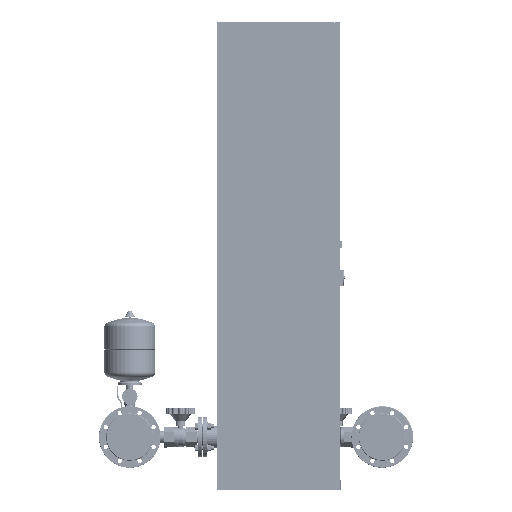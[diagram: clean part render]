
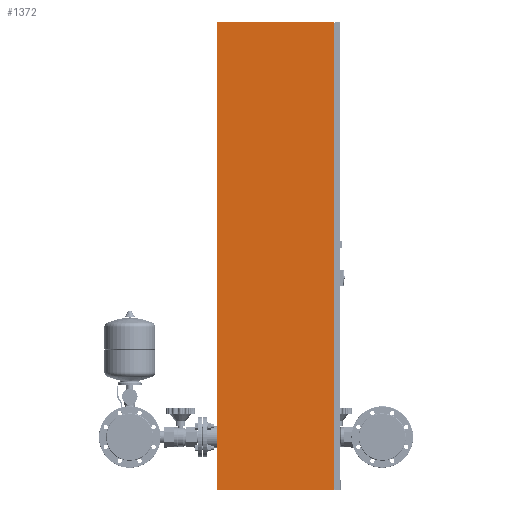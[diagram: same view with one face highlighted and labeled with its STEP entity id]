
A CAD part, left-side view. The second image highlights one B-rep face of the part: STEP entity #1372.
In plain terms, the highlighted planar face has unit normal (-1, 0, 0).
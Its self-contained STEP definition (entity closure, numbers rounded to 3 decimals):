
#1333=CARTESIAN_POINT('',(-1050.0,250.0,0.0));
#1334=DIRECTION('',(-1.0,0.0,0.0));
#1335=DIRECTION('',(0.0,-1.0,0.0));
#1336=AXIS2_PLACEMENT_3D('',#1333,#1334,#1335);
#1337=PLANE('',#1336);
#1338=CARTESIAN_POINT('',(-1050.0,-225.0,0.));
#1339=VERTEX_POINT('',#1338);
#1340=CARTESIAN_POINT('',(-1050.,-225.,1900.0));
#1341=VERTEX_POINT('',#1340);
#1342=CARTESIAN_POINT('',(-1050.0,-225.0,0.));
#1343=DIRECTION('',(0.0,0.0,1.0));
#1344=VECTOR('',#1343,1900.0);
#1345=LINE('',#1342,#1344);
#1346=EDGE_CURVE('',#1339,#1341,#1345,.T.);
#1347=ORIENTED_EDGE('',*,*,#1346,.T.);
#1348=CARTESIAN_POINT('',(-1050.,250.,1900.0));
#1349=VERTEX_POINT('',#1348);
#1350=CARTESIAN_POINT('',(-1050.,250.,1900.0));
#1351=DIRECTION('',(0.0,-1.0,0.0));
#1352=VECTOR('',#1351,475.0);
#1353=LINE('',#1350,#1352);
#1354=EDGE_CURVE('',#1349,#1341,#1353,.T.);
#1355=ORIENTED_EDGE('',*,*,#1354,.F.);
#1356=CARTESIAN_POINT('',(-1050.0,250.0,0.0));
#1357=VERTEX_POINT('',#1356);
#1358=CARTESIAN_POINT('',(-1050.,250.,1900.0));
#1359=DIRECTION('',(0.0,0.0,-1.0));
#1360=VECTOR('',#1359,1900.0);
#1361=LINE('',#1358,#1360);
#1362=EDGE_CURVE('',#1349,#1357,#1361,.T.);
#1363=ORIENTED_EDGE('',*,*,#1362,.T.);
#1364=CARTESIAN_POINT('',(-1050.0,250.0,0.0));
#1365=DIRECTION('',(0.0,-1.0,0.0));
#1366=VECTOR('',#1365,475.0);
#1367=LINE('',#1364,#1366);
#1368=EDGE_CURVE('',#1357,#1339,#1367,.T.);
#1369=ORIENTED_EDGE('',*,*,#1368,.T.);
#1370=EDGE_LOOP('',(#1347,#1355,#1363,#1369));
#1371=FACE_OUTER_BOUND('',#1370,.T.);
#1372=ADVANCED_FACE('',(#1371),#1337,.T.);
